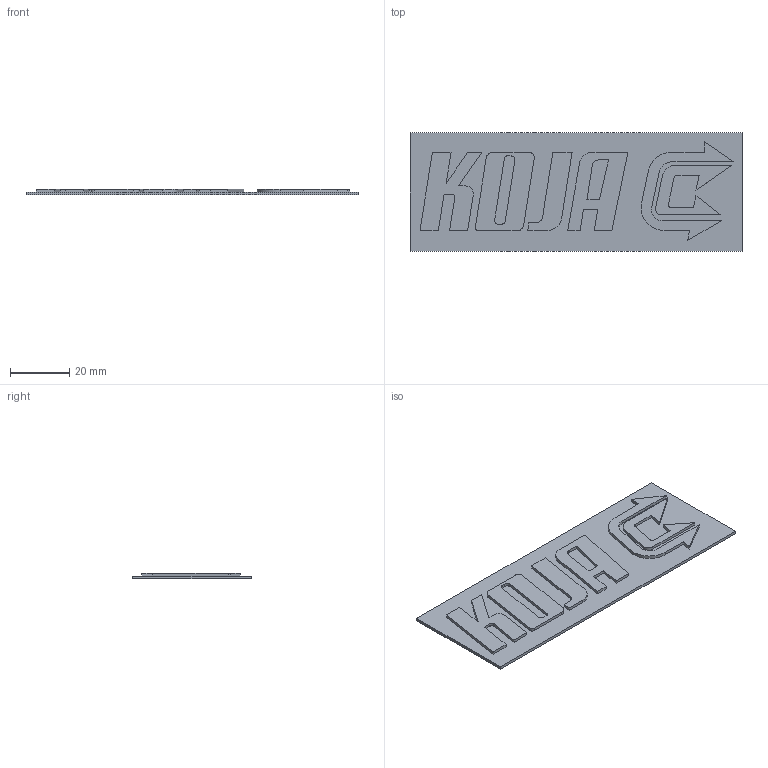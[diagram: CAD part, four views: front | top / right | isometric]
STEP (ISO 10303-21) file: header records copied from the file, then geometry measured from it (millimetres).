
FILE_DESCRIPTION(/* description */ (''),/* implementation_level */ '2;1');
FILE_NAME(/* name */ 'KOJA.stp',/* time_stamp */ '2025-04-09T15:10:54+03:00',/* author */ (''),/* organization */ (''),/* preprocessor_version */ 'ST-DEVELOPER v20',/* originating_system */ 'SIEMENS PLM Software NX2406.1700',/* authorisation */ '');
FILE_SCHEMA (('AUTOMOTIVE_DESIGN { 1 0 10303 214 3 1 1 1 }'));
Length unit declared in the file: millimetre
Products named in the file (1): KOJA
Bounding box: 112 x 40 x 2 mm (x, y, z)
Volume: 6050.1 mm3; surface area: 12778.5 mm2
Topology: 6 solids, 6 shells, 99 faces, 258 edges, 172 vertices
Faces by surface type: plane 77, cylinder 22
Entity records: 3073 total; most frequent: CARTESIAN_POINT 530, ORIENTED_EDGE 516, DIRECTION 502, EDGE_CURVE 258, LINE 214, VECTOR 214, VERTEX_POINT 172, AXIS2_PLACEMENT_3D 144
